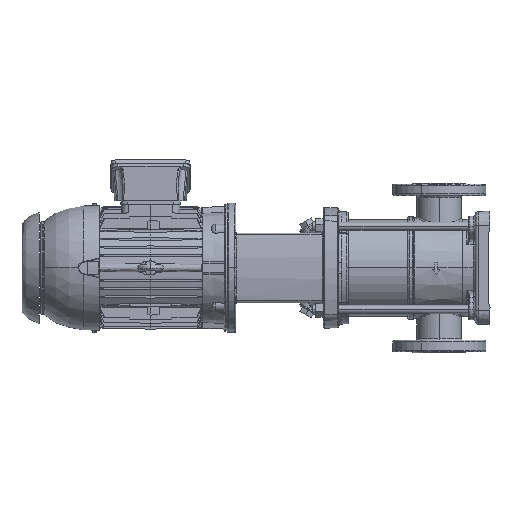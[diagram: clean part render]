
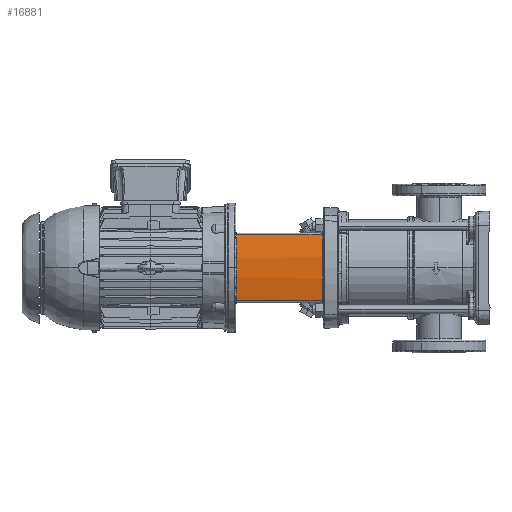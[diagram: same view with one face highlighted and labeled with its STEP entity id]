
A CAD part, left-side view. The second image highlights one B-rep face of the part: STEP entity #16881.
In plain terms, the highlighted cylindrical face has radius 247.5 mm (diameter 495 mm), a partial arc.
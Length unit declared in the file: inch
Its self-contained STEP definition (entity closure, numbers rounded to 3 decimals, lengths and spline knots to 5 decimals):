
#398 = CARTESIAN_POINT ( 'NONE',  ( -2.21644, 14.10473, -3.81938 ) ) ;
#5116 = AXIS2_PLACEMENT_3D ( 'NONE', #104124, #93753, #83428 ) ;
#5307 = CARTESIAN_POINT ( 'NONE',  ( 2.14067, 14.09548, -3.83676 ) ) ;
#7264 = DIRECTION ( 'NONE',  ( 0., 0., 1. ) ) ;
#8965 = CARTESIAN_POINT ( 'NONE',  ( -2.17308, 14.09892, -3.8294 ) ) ;
#9065 = FACE_OUTER_BOUND ( 'NONE', #60763, .T. ) ;
#9117 = EDGE_CURVE ( 'NONE', #40374, #15774, #40965, .T. ) ;
#9960 = EDGE_CURVE ( 'NONE', #15774, #85116, #96799, .T. ) ;
#12426 = EDGE_CURVE ( 'NONE', #23519, #40374, #67912, .T. ) ;
#13262 = CARTESIAN_POINT ( 'NONE',  ( 2.09615, 14.09171, -3.84669 ) ) ;
#13449 = CARTESIAN_POINT ( 'NONE',  ( -2.30097, 12.13238, -3.79923 ) ) ;
#13751 = AXIS2_PLACEMENT_3D ( 'NONE', #118354, #26804, #7264 ) ;
#13854 = CARTESIAN_POINT ( 'NONE',  ( 2.07315, 14.09033, -3.85172 ) ) ;
#15116 = CARTESIAN_POINT ( 'NONE',  ( -2.27845, 14.11578, -3.8047 ) ) ;
#15774 = VERTEX_POINT ( 'NONE', #76460 ) ;
#16881 = ADVANCED_FACE ( 'NONE', ( #9065 ), #73770, .T. ) ;
#22373 = ORIENTED_EDGE ( 'NONE', *, *, #71590, .F. ) ;
#23519 = VERTEX_POINT ( 'NONE', #51150 ) ;
#23629 = CARTESIAN_POINT ( 'NONE',  ( 2.30097, 14.12124, -3.79923 ) ) ;
#26804 = DIRECTION ( 'NONE',  ( 0., 1., 0. ) ) ;
#26879 = DIRECTION ( 'NONE',  ( 0., 1., 0. ) ) ;
#32816 = CARTESIAN_POINT ( 'NONE',  ( 1.99409, 14.0874, -3.86864 ) ) ;
#35698 = CARTESIAN_POINT ( 'NONE',  ( -2.30097, 14.12124, -3.79923 ) ) ;
#35878 = CARTESIAN_POINT ( 'NONE',  ( -2.19686, 14.10185, -3.82394 ) ) ;
#37083 = CARTESIAN_POINT ( 'NONE',  ( -2.09032, 14.09036, -3.84814 ) ) ;
#37668 = CARTESIAN_POINT ( 'NONE',  ( -2.16095, 14.09756, -3.83217 ) ) ;
#40374 = VERTEX_POINT ( 'NONE', #35698 ) ;
#40965 = B_SPLINE_CURVE_WITH_KNOTS ( 'NONE', 3,
 ( #98727, #15116, #52376, #398, #35878, #8965, #37668, #46249, #91377, #73675, #37083, #74266, #74853 ),
 .UNSPECIFIED., .F., .F.,
 ( 4, 2, 1, 1, 1, 2, 2, 4 ),
 ( 0., 0.25, 0.375, 0.4375, 0.46875, 0.48437, 0.5, 1. ),
 .UNSPECIFIED. ) ;
#42434 = ORIENTED_EDGE ( 'NONE', *, *, #12426, .T. ) ;
#46087 = CARTESIAN_POINT ( 'NONE',  ( 1.96076, 14.0874, -3.87549 ) ) ;
#46249 = CARTESIAN_POINT ( 'NONE',  ( -2.1557, 14.097, -3.83336 ) ) ;
#47440 = CARTESIAN_POINT ( 'NONE',  ( 2.30097, 8.0874, -3.79923 ) ) ;
#48038 = DIRECTION ( 'NONE',  ( 0., -1., 0. ) ) ;
#48634 = DIRECTION ( 'NONE',  ( 0., 0., 1. ) ) ;
#48909 = CARTESIAN_POINT ( 'NONE',  ( -2.30097, 14.12124, -3.79923 ) ) ;
#49172 = CARTESIAN_POINT ( 'NONE',  ( 2.30097, 14.12124, -3.79923 ) ) ;
#50726 = CARTESIAN_POINT ( 'NONE',  ( -2.30097, 10.14351, -3.79923 ) ) ;
#51150 = CARTESIAN_POINT ( 'NONE',  ( -2.30097, 8.15465, -3.79923 ) ) ;
#52376 = CARTESIAN_POINT ( 'NONE',  ( -2.25451, 14.11097, -3.81044 ) ) ;
#53904 = AXIS2_PLACEMENT_3D ( 'NONE', #73077, #48038, #48634 ) ;
#60763 = EDGE_LOOP ( 'NONE', ( #96599, #96981, #22373, #98172, #42434, #97855 ) ) ;
#65332 = B_SPLINE_CURVE_WITH_KNOTS ( 'NONE', 3,
 ( #106642, #32816, #71838, #13854, #13262, #70016, #98076, #5307, #116991, #107239, #89524, #23629 ),
 .UNSPECIFIED., .F., .F.,
 ( 4, 2, 1, 1, 2, 2, 4 ),
 ( 0., 0.25, 0.375, 0.4375, 0.46875, 0.5, 1. ),
 .UNSPECIFIED. ) ;
#65732 = LINE ( 'NONE', #47440, #101533 ) ;
#67912 = B_SPLINE_CURVE_WITH_KNOTS ( 'NONE', 3,
 ( #69009, #50726, #13449, #48909 ),
 .UNSPECIFIED., .F., .F.,
 ( 4, 4 ),
 ( 0., 1. ),
 .UNSPECIFIED. ) ;
#69009 = CARTESIAN_POINT ( 'NONE',  ( -2.30097, 8.15465, -3.79923 ) ) ;
#70016 = CARTESIAN_POINT ( 'NONE',  ( 2.12228, 14.09379, -3.84088 ) ) ;
#71590 = EDGE_CURVE ( 'NONE', #87437, #96662, #65732, .T. ) ;
#71838 = CARTESIAN_POINT ( 'NONE',  ( 2.02635, 14.08813, -3.86183 ) ) ;
#73077 = CARTESIAN_POINT ( 'NONE',  ( 0., 14.0874, 5.66929 ) ) ;
#73675 = CARTESIAN_POINT ( 'NONE',  ( -2.15048, 14.09646, -3.83454 ) ) ;
#73770 = CYLINDRICAL_SURFACE ( 'NONE', #13751, 9.74409 ) ;
#74266 = CARTESIAN_POINT ( 'NONE',  ( -2.02769, 14.0874, -3.86174 ) ) ;
#74853 = CARTESIAN_POINT ( 'NONE',  ( -1.96076, 14.0874, -3.87549 ) ) ;
#76460 = CARTESIAN_POINT ( 'NONE',  ( -1.96076, 14.0874, -3.87549 ) ) ;
#77687 = CARTESIAN_POINT ( 'NONE',  ( 2.30097, 8.15465, -3.79923 ) ) ;
#83428 = DIRECTION ( 'NONE',  ( 0.238, 0., -0.971 ) ) ;
#85116 = VERTEX_POINT ( 'NONE', #46087 ) ;
#87437 = VERTEX_POINT ( 'NONE', #77687 ) ;
#89524 = CARTESIAN_POINT ( 'NONE',  ( 2.25575, 14.11028, -3.81022 ) ) ;
#91377 = CARTESIAN_POINT ( 'NONE',  ( -2.15219, 14.09663, -3.83415 ) ) ;
#93753 = DIRECTION ( 'NONE',  ( 0., 1., 0. ) ) ;
#96599 = ORIENTED_EDGE ( 'NONE', *, *, #9960, .T. ) ;
#96662 = VERTEX_POINT ( 'NONE', #49172 ) ;
#96799 = CIRCLE ( 'NONE', #53904, 9.74409 ) ;
#96981 = ORIENTED_EDGE ( 'NONE', *, *, #100798, .T. ) ;
#97855 = ORIENTED_EDGE ( 'NONE', *, *, #9117, .T. ) ;
#98076 = CARTESIAN_POINT ( 'NONE',  ( 2.13333, 14.09479, -3.8384 ) ) ;
#98172 = ORIENTED_EDGE ( 'NONE', *, *, #112186, .T. ) ;
#98727 = CARTESIAN_POINT ( 'NONE',  ( -2.30097, 14.12124, -3.79923 ) ) ;
#100798 = EDGE_CURVE ( 'NONE', #85116, #96662, #65332, .T. ) ;
#101533 = VECTOR ( 'NONE', #26879, 39.37008 ) ;
#104124 = CARTESIAN_POINT ( 'NONE',  ( 0., 8.15465, 5.66929 ) ) ;
#106642 = CARTESIAN_POINT ( 'NONE',  ( 1.96076, 14.0874, -3.87549 ) ) ;
#107239 = CARTESIAN_POINT ( 'NONE',  ( 2.20476, 14.10193, -3.82227 ) ) ;
#110401 = CIRCLE ( 'NONE', #5116, 9.74409 ) ;
#112186 = EDGE_CURVE ( 'NONE', #87437, #23519, #110401, .T. ) ;
#116991 = CARTESIAN_POINT ( 'NONE',  ( 2.1444, 14.09584, -3.83591 ) ) ;
#118354 = CARTESIAN_POINT ( 'NONE',  ( 0., 8.0874, 5.66929 ) ) ;
